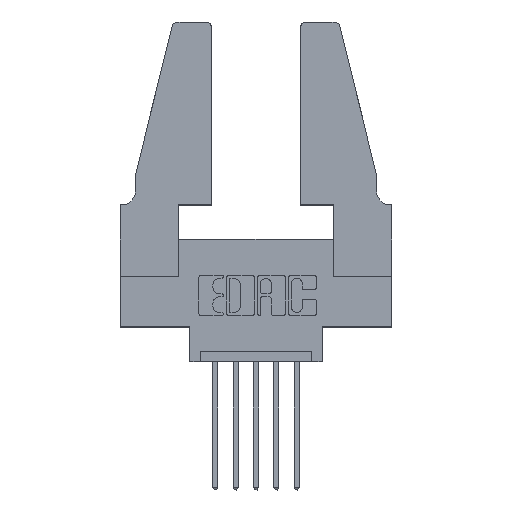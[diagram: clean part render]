
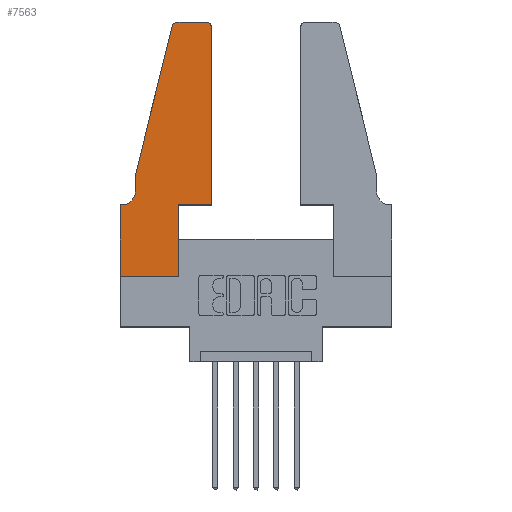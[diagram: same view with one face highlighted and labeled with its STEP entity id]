
A CAD part, top view. The second image highlights one B-rep face of the part: STEP entity #7563.
In plain terms, the highlighted planar face has unit normal (0, 0, 1).
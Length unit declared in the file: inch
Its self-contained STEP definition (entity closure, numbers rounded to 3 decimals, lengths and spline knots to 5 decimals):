
#235 = AXIS2_PLACEMENT_3D ( 'NONE', #1834, #5951, #3368 ) ;
#323 = VECTOR ( 'NONE', #9885, 39.37008 ) ;
#421 = CARTESIAN_POINT ( 'NONE',  ( 0.2865, 0.35, 0.37 ) ) ;
#523 = DIRECTION ( 'NONE',  ( 0., 1., 0. ) ) ;
#756 = CIRCLE ( 'NONE', #235, 0.03 ) ;
#816 = ORIENTED_EDGE ( 'NONE', *, *, #1690, .T. ) ;
#922 = VERTEX_POINT ( 'NONE', #421 ) ;
#954 = CARTESIAN_POINT ( 'NONE',  ( 0., 0.35, 0.37 ) ) ;
#1063 = CARTESIAN_POINT ( 'NONE',  ( 0.0755, 0.5, 0.37 ) ) ;
#1133 = DIRECTION ( 'NONE',  ( -0.239, -0.971, 0. ) ) ;
#1169 = EDGE_LOOP ( 'NONE', ( #3151, #2619, #8459, #816, #4149, #8017, #5098, #2772, #9276, #3940, #1537, #10929 ) ) ;
#1269 = EDGE_CURVE ( 'NONE', #4725, #7446, #6625, .T. ) ;
#1537 = ORIENTED_EDGE ( 'NONE', *, *, #6846, .T. ) ;
#1552 = CARTESIAN_POINT ( 'NONE',  ( 0.4505, 0.35, 0.37 ) ) ;
#1626 = DIRECTION ( 'NONE',  ( 0., -1., 0. ) ) ;
#1690 = EDGE_CURVE ( 'NONE', #7446, #9527, #6618, .T. ) ;
#1792 = CARTESIAN_POINT ( 'NONE',  ( 0.0055, 0.35, 0.37 ) ) ;
#1834 = CARTESIAN_POINT ( 'NONE',  ( 0.4205, 1.22, 0.37 ) ) ;
#1886 = VERTEX_POINT ( 'NONE', #4096 ) ;
#1987 = AXIS2_PLACEMENT_3D ( 'NONE', #10771, #8113, #3095 ) ;
#2043 = PLANE ( 'NONE',  #5209 ) ;
#2099 = CARTESIAN_POINT ( 'NONE',  ( 0.4505, 0.35, 0.37 ) ) ;
#2332 = DIRECTION ( 'NONE',  ( 0., 1., 0. ) ) ;
#2601 = DIRECTION ( 'NONE',  ( -1., 0., 0. ) ) ;
#2619 = ORIENTED_EDGE ( 'NONE', *, *, #7583, .T. ) ;
#2678 = EDGE_CURVE ( 'NONE', #1886, #5202, #756, .T. ) ;
#2765 = VECTOR ( 'NONE', #1133, 39.37008 ) ;
#2769 = VERTEX_POINT ( 'NONE', #7875 ) ;
#2772 = ORIENTED_EDGE ( 'NONE', *, *, #9409, .T. ) ;
#2889 = DIRECTION ( 'NONE',  ( 0., 0., 1. ) ) ;
#3095 = DIRECTION ( 'NONE',  ( 1., 0., 0. ) ) ;
#3151 = ORIENTED_EDGE ( 'NONE', *, *, #5014, .T. ) ;
#3368 = DIRECTION ( 'NONE',  ( 1., 0., 0. ) ) ;
#3635 = LINE ( 'NONE', #6458, #323 ) ;
#3729 = CARTESIAN_POINT ( 'NONE',  ( 0., 0.35, 0.37 ) ) ;
#3751 = VERTEX_POINT ( 'NONE', #9572 ) ;
#3940 = ORIENTED_EDGE ( 'NONE', *, *, #4242, .T. ) ;
#3950 = DIRECTION ( 'NONE',  ( 0., 0., -1. ) ) ;
#4096 = CARTESIAN_POINT ( 'NONE',  ( 0.4505, 1.22, 0.37 ) ) ;
#4149 = ORIENTED_EDGE ( 'NONE', *, *, #4287, .T. ) ;
#4221 = AXIS2_PLACEMENT_3D ( 'NONE', #8229, #3950, #9924 ) ;
#4234 = EDGE_CURVE ( 'NONE', #2769, #922, #5887, .T. ) ;
#4242 = EDGE_CURVE ( 'NONE', #922, #9201, #3635, .T. ) ;
#4287 = EDGE_CURVE ( 'NONE', #9527, #9638, #9933, .T. ) ;
#4689 = VECTOR ( 'NONE', #2601, 39.37008 ) ;
#4725 = VERTEX_POINT ( 'NONE', #9790 ) ;
#4754 = FACE_OUTER_BOUND ( 'NONE', #1169, .T. ) ;
#5014 = EDGE_CURVE ( 'NONE', #5202, #7412, #8963, .T. ) ;
#5098 = ORIENTED_EDGE ( 'NONE', *, *, #7138, .T. ) ;
#5202 = VERTEX_POINT ( 'NONE', #9257 ) ;
#5209 = AXIS2_PLACEMENT_3D ( 'NONE', #3729, #2889, #8835 ) ;
#5427 = VECTOR ( 'NONE', #1626, 39.37008 ) ;
#5437 = VECTOR ( 'NONE', #10640, 39.37008 ) ;
#5636 = LINE ( 'NONE', #6481, #8975 ) ;
#5646 = VECTOR ( 'NONE', #523, 39.37008 ) ;
#5887 = LINE ( 'NONE', #10557, #5646 ) ;
#5892 = CARTESIAN_POINT ( 'NONE',  ( 0.0755, 0.5, 0.37 ) ) ;
#5951 = DIRECTION ( 'NONE',  ( 0., 0., 1. ) ) ;
#6426 = CARTESIAN_POINT ( 'NONE',  ( 0., 0., 0.37 ) ) ;
#6453 = CARTESIAN_POINT ( 'NONE',  ( 0.284, 1.25, 0.37 ) ) ;
#6458 = CARTESIAN_POINT ( 'NONE',  ( 0.4505, 0.35, 0.37 ) ) ;
#6481 = CARTESIAN_POINT ( 'NONE',  ( 0.0755, 0.35, 0.37 ) ) ;
#6618 = LINE ( 'NONE', #5892, #5427 ) ;
#6625 = LINE ( 'NONE', #1063, #2765 ) ;
#6846 = EDGE_CURVE ( 'NONE', #9201, #1886, #8774, .T. ) ;
#7138 = EDGE_CURVE ( 'NONE', #8313, #3751, #10000, .T. ) ;
#7314 = VECTOR ( 'NONE', #2332, 39.37008 ) ;
#7412 = VERTEX_POINT ( 'NONE', #6453 ) ;
#7446 = VERTEX_POINT ( 'NONE', #9193 ) ;
#7563 = ADVANCED_FACE ( 'NONE', ( #4754 ), #2043, .T. ) ;
#7583 = EDGE_CURVE ( 'NONE', #7412, #4725, #7955, .T. ) ;
#7777 = CARTESIAN_POINT ( 'NONE',  ( 0.2605, 1.25, 0.37 ) ) ;
#7790 = DIRECTION ( 'NONE',  ( -1., 0., 0. ) ) ;
#7875 = CARTESIAN_POINT ( 'NONE',  ( 0.2865, 0., 0.37 ) ) ;
#7955 = CIRCLE ( 'NONE', #1987, 0.03 ) ;
#8017 = ORIENTED_EDGE ( 'NONE', *, *, #9577, .T. ) ;
#8039 = VECTOR ( 'NONE', #8394, 39.37008 ) ;
#8113 = DIRECTION ( 'NONE',  ( 0., 0., 1. ) ) ;
#8229 = CARTESIAN_POINT ( 'NONE',  ( 0.0055, 0.42, 0.37 ) ) ;
#8313 = VERTEX_POINT ( 'NONE', #954 ) ;
#8314 = CARTESIAN_POINT ( 'NONE',  ( 0.0755, 0.42, 0.37 ) ) ;
#8394 = DIRECTION ( 'NONE',  ( 1., 0., 0. ) ) ;
#8459 = ORIENTED_EDGE ( 'NONE', *, *, #1269, .T. ) ;
#8774 = LINE ( 'NONE', #1552, #7314 ) ;
#8835 = DIRECTION ( 'NONE',  ( 1., 0., 0. ) ) ;
#8963 = LINE ( 'NONE', #7777, #4689 ) ;
#8975 = VECTOR ( 'NONE', #7790, 39.37008 ) ;
#9193 = CARTESIAN_POINT ( 'NONE',  ( 0.0755, 0.5, 0.37 ) ) ;
#9201 = VERTEX_POINT ( 'NONE', #2099 ) ;
#9257 = CARTESIAN_POINT ( 'NONE',  ( 0.4205, 1.25, 0.37 ) ) ;
#9276 = ORIENTED_EDGE ( 'NONE', *, *, #4234, .T. ) ;
#9409 = EDGE_CURVE ( 'NONE', #3751, #2769, #9805, .T. ) ;
#9527 = VERTEX_POINT ( 'NONE', #8314 ) ;
#9572 = CARTESIAN_POINT ( 'NONE',  ( 0., 0., 0.37 ) ) ;
#9577 = EDGE_CURVE ( 'NONE', #9638, #8313, #5636, .T. ) ;
#9638 = VERTEX_POINT ( 'NONE', #1792 ) ;
#9790 = CARTESIAN_POINT ( 'NONE',  ( 0.25487, 1.22718, 0.37 ) ) ;
#9805 = LINE ( 'NONE', #10208, #8039 ) ;
#9885 = DIRECTION ( 'NONE',  ( 1., 0., 0. ) ) ;
#9924 = DIRECTION ( 'NONE',  ( -1., 0., 0. ) ) ;
#9933 = CIRCLE ( 'NONE', #4221, 0.07 ) ;
#10000 = LINE ( 'NONE', #6426, #5437 ) ;
#10208 = CARTESIAN_POINT ( 'NONE',  ( 0., 0., 0.37 ) ) ;
#10557 = CARTESIAN_POINT ( 'NONE',  ( 0.2865, 0.35, 0.37 ) ) ;
#10640 = DIRECTION ( 'NONE',  ( 0., -1., 0. ) ) ;
#10771 = CARTESIAN_POINT ( 'NONE',  ( 0.284, 1.22, 0.37 ) ) ;
#10929 = ORIENTED_EDGE ( 'NONE', *, *, #2678, .T. ) ;
